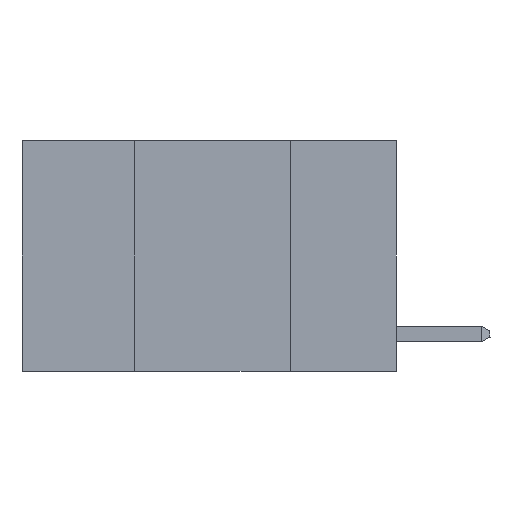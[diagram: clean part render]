
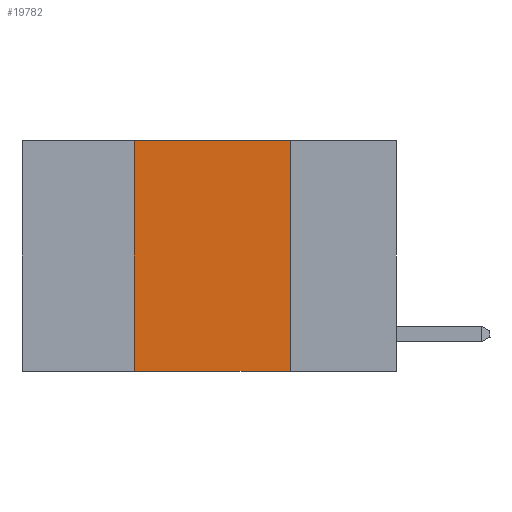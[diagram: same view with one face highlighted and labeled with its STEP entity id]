
A CAD part, left-side view. The second image highlights one B-rep face of the part: STEP entity #19782.
In plain terms, the highlighted planar face has unit normal (-1, 0, 0).
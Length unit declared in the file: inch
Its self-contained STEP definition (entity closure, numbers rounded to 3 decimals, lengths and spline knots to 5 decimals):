
#196 = FACE_OUTER_BOUND ( 'NONE', #20155, .T. ) ;
#551 = DIRECTION ( 'NONE',  ( 1., 0., 0. ) ) ;
#796 = CARTESIAN_POINT ( 'NONE',  ( 0., 0.17, -0.37 ) ) ;
#1532 = DIRECTION ( 'NONE',  ( 0., -1., 0. ) ) ;
#2432 = DIRECTION ( 'NONE',  ( 0., 0., -1. ) ) ;
#4035 = LINE ( 'NONE', #20491, #17963 ) ;
#4153 = DIRECTION ( 'NONE',  ( 0., 0., -1. ) ) ;
#4569 = EDGE_CURVE ( 'NONE', #18618, #4894, #8557, .T. ) ;
#4646 = LINE ( 'NONE', #6605, #12676 ) ;
#4894 = VERTEX_POINT ( 'NONE', #796 ) ;
#5121 = VERTEX_POINT ( 'NONE', #6289 ) ;
#6289 = CARTESIAN_POINT ( 'NONE',  ( 0., 0.42, 0. ) ) ;
#6605 = CARTESIAN_POINT ( 'NONE',  ( 0., 0.6, 0. ) ) ;
#6793 = EDGE_CURVE ( 'NONE', #5121, #13516, #4646, .T. ) ;
#7762 = ORIENTED_EDGE ( 'NONE', *, *, #9364, .F. ) ;
#8557 = LINE ( 'NONE', #11751, #13574 ) ;
#8689 = ORIENTED_EDGE ( 'NONE', *, *, #6793, .F. ) ;
#9094 = AXIS2_PLACEMENT_3D ( 'NONE', #11225, #551, #2432 ) ;
#9364 = EDGE_CURVE ( 'NONE', #18618, #5121, #22689, .T. ) ;
#10067 = EDGE_CURVE ( 'NONE', #13516, #4894, #4035, .T. ) ;
#10878 = PLANE ( 'NONE',  #9094 ) ;
#11225 = CARTESIAN_POINT ( 'NONE',  ( 0., 0.6, 0. ) ) ;
#11613 = CARTESIAN_POINT ( 'NONE',  ( 0., 0.42, 0. ) ) ;
#11751 = CARTESIAN_POINT ( 'NONE',  ( 0., 0.6, -0.37 ) ) ;
#11814 = DIRECTION ( 'NONE',  ( 0., -1., 0. ) ) ;
#12676 = VECTOR ( 'NONE', #11814, 39.37008 ) ;
#13516 = VERTEX_POINT ( 'NONE', #18507 ) ;
#13574 = VECTOR ( 'NONE', #1532, 39.37008 ) ;
#15785 = VECTOR ( 'NONE', #19274, 39.37008 ) ;
#16267 = CARTESIAN_POINT ( 'NONE',  ( 0., 0.42, -0.37 ) ) ;
#16369 = ORIENTED_EDGE ( 'NONE', *, *, #10067, .F. ) ;
#17963 = VECTOR ( 'NONE', #4153, 39.37008 ) ;
#18507 = CARTESIAN_POINT ( 'NONE',  ( 0., 0.17, 0. ) ) ;
#18618 = VERTEX_POINT ( 'NONE', #16267 ) ;
#19274 = DIRECTION ( 'NONE',  ( 0., 0., 1. ) ) ;
#19782 = ADVANCED_FACE ( 'NONE', ( #196 ), #10878, .F. ) ;
#19862 = ORIENTED_EDGE ( 'NONE', *, *, #4569, .T. ) ;
#20155 = EDGE_LOOP ( 'NONE', ( #16369, #8689, #7762, #19862 ) ) ;
#20491 = CARTESIAN_POINT ( 'NONE',  ( 0., 0.17, 0. ) ) ;
#22689 = LINE ( 'NONE', #11613, #15785 ) ;
